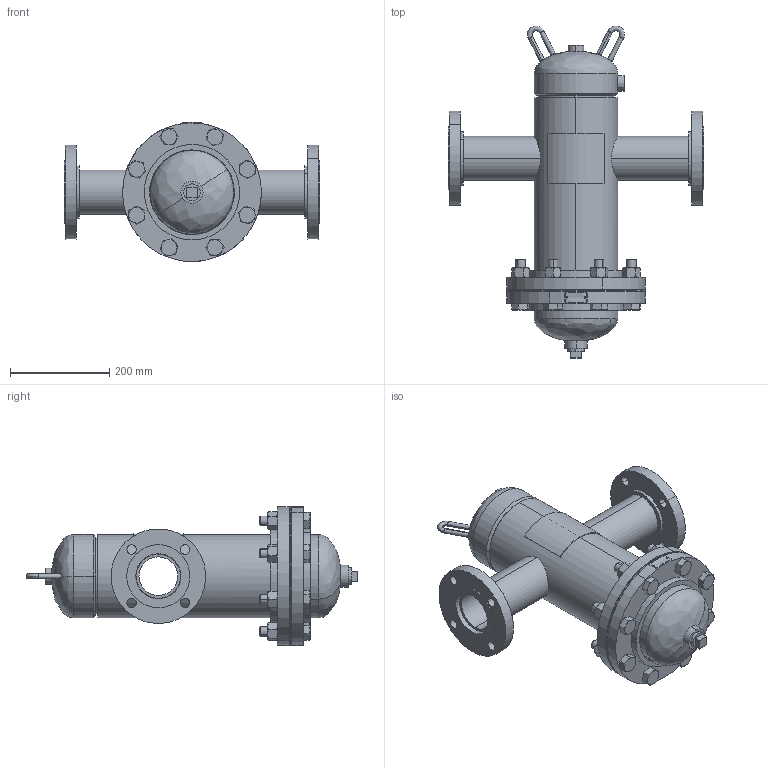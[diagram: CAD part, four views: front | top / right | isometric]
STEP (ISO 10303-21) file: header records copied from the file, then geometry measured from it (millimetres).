
FILE_DESCRIPTION (( 'STEP AP203' ), '1' );
FILE_NAME ('WVAD-3.STEP', '2021-03-11T16:04:54', ( '' ), ( '' ), 'SwSTEP 2.0', 'SolidWorks 2021', '' );
FILE_SCHEMA (( 'CONFIG_CONTROL_DESIGN' ));
Length unit declared in the file: inch
Products named in the file (17): 9400520; Garlock F.F. Gaskets 150# .0625 tk_9471206; 9400540_tall; 9461090; PLUGS_9500150; 9461060; 9500030; 9201550; 99M3580_11; WVAD-3; 9500050; 9800580_HHBOLT 0.7500-10x4x4-N; 99P2961_20.75; 9600830_6.625" VERT; 9800630_HHNUT 0.7500-10-D-N; 9301080_7.5
Assembly tree (35 placements, depth 2):
  WVAD-3
    99P2961_20.75
    9201550
    9201550
    9500030  x2
    9500050
    PLUGS_9500150
    9301080_7.5  x2
    9461060  x2
    9461090  x2
    Garlock F.F. Gaskets 150# .0625 tk_9471206
    9800580_HHBOLT 0.7500-10x4x4-N  x8
    9800630_HHNUT 0.7500-10-D-N  x8
    9400540_tall  x2
    9400520
    99M3580_11
    9600830_6.625" VERT
Bounding box: 514.35 x 668.54 x 279.99 mm (x, y, z)
Volume: 5943484.5 mm3; surface area: 1437289.9 mm2
Topology: 35 solids, 35 shells, 633 faces, 1408 edges, 864 vertices
Faces by surface type: cylinder 214, cone 202, plane 197, bspline 16, torus 4
Entity records: 11311 total; most frequent: CARTESIAN_POINT 3452, DIRECTION 1222, ORIENTED_EDGE 1072, EDGE_CURVE 536, AXIS2_PLACEMENT_3D 522, VERTEX_POINT 344, EDGE_LOOP 306, CIRCLE 270
